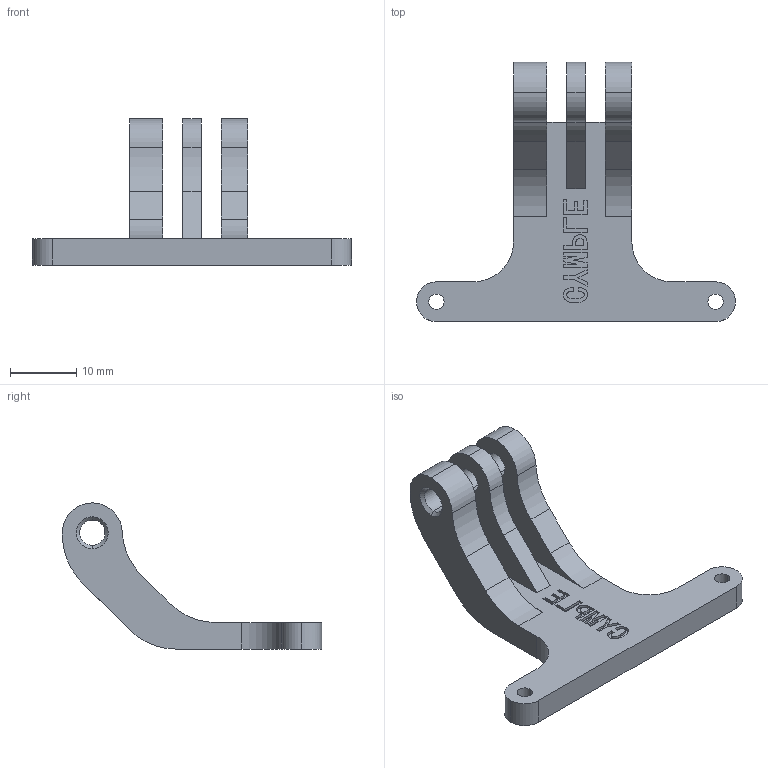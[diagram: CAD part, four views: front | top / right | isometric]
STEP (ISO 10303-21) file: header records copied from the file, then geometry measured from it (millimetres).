
FILE_DESCRIPTION (( 'STEP AP214' ), '1' );
FILE_NAME ('面捕固定.STEP', '2025-06-14T07:12:48', ( 'Windows 用户' ), ( '' ), 'SwSTEP 2.0', 'SolidWorks 2022', '' );
FILE_SCHEMA (( 'AUTOMOTIVE_DESIGN' ));
Length unit declared in the file: millimetre
Products named in the file (1): 面捕固定
Bounding box: 48 x 39 x 22 mm (x, y, z)
Volume: 4472.3 mm3; surface area: 3538.5 mm2
Topology: 1 solids, 1 shells, 119 faces, 328 edges, 218 vertices
Faces by surface type: plane 75, cylinder 30, bspline 12, cone 2
Entity records: 4614 total; most frequent: CARTESIAN_POINT 1542, ORIENTED_EDGE 656, DIRECTION 582, EDGE_CURVE 328, VECTOR 242, LINE 242, VERTEX_POINT 218, AXIS2_PLACEMENT_3D 170
